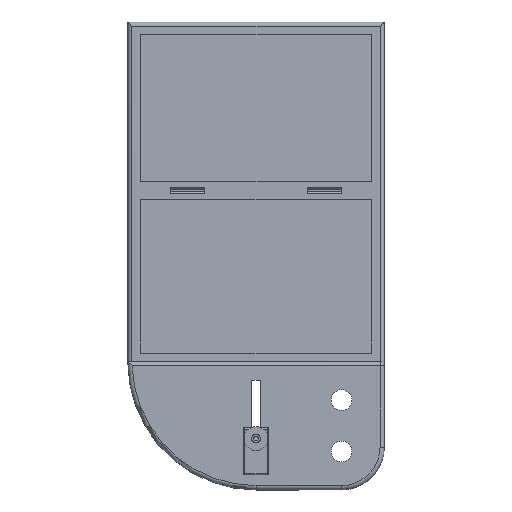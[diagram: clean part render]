
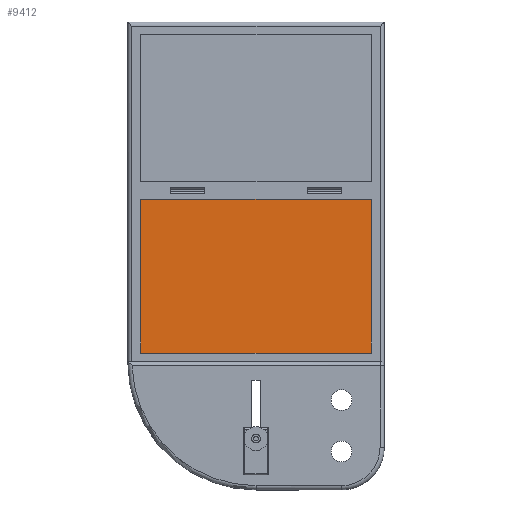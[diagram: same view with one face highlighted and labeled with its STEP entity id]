
A CAD part, top view. The second image highlights one B-rep face of the part: STEP entity #9412.
In plain terms, the highlighted planar face has unit normal (0, 0, 1).
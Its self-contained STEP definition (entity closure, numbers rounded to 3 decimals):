
#602=PLANE('',#10040);
#1000=FACE_OUTER_BOUND('',#1529,.T.);
#1529=EDGE_LOOP('',(#7179,#7180,#7181,#7182));
#2236=LINE('',#14092,#3278);
#2240=LINE('',#14099,#3282);
#2243=LINE('',#14105,#3285);
#2245=LINE('',#14108,#3287);
#3278=VECTOR('',#11318,10.);
#3282=VECTOR('',#11324,10.);
#3285=VECTOR('',#11329,10.);
#3287=VECTOR('',#11333,10.);
#4569=VERTEX_POINT('',#14089);
#4570=VERTEX_POINT('',#14091);
#4572=VERTEX_POINT('',#14097);
#4574=VERTEX_POINT('',#14103);
#5546=EDGE_CURVE('',#4569,#4570,#2236,.T.);
#5550=EDGE_CURVE('',#4572,#4569,#2240,.T.);
#5553=EDGE_CURVE('',#4574,#4572,#2243,.T.);
#5555=EDGE_CURVE('',#4570,#4574,#2245,.T.);
#7179=ORIENTED_EDGE('',*,*,#5555,.F.);
#7180=ORIENTED_EDGE('',*,*,#5546,.F.);
#7181=ORIENTED_EDGE('',*,*,#5550,.F.);
#7182=ORIENTED_EDGE('',*,*,#5553,.F.);
#9412=ADVANCED_FACE('',(#1000),#602,.F.);
#10040=AXIS2_PLACEMENT_3D('',#14109,#11334,#11335);
#11318=DIRECTION('',(0.,-1.,0.));
#11324=DIRECTION('',(1.,0.,0.));
#11329=DIRECTION('',(0.,1.,0.));
#11333=DIRECTION('',(-1.,0.,0.));
#11334=DIRECTION('center_axis',(0.,0.,
-1.));
#11335=DIRECTION('ref_axis',(-1.,0.,0.));
#14089=CARTESIAN_POINT('',(135.,280.,29.5));
#14091=CARTESIAN_POINT('',(135.,100.,29.5));
#14092=CARTESIAN_POINT('',(135.,100.,29.5));
#14097=CARTESIAN_POINT('',(-135.,280.,29.5));
#14099=CARTESIAN_POINT('',(135.,280.,29.5));
#14103=CARTESIAN_POINT('',(-135.,100.,29.5));
#14105=CARTESIAN_POINT('',(-135.,280.,29.5));
#14108=CARTESIAN_POINT('',(-135.,100.,29.5));
#14109=CARTESIAN_POINT('Origin',(0.,190.,29.5));
